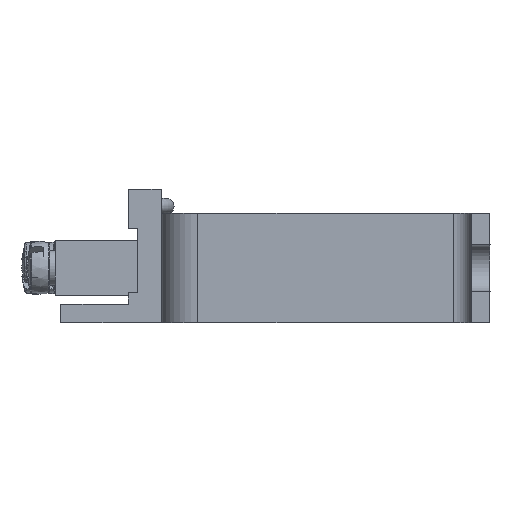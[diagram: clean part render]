
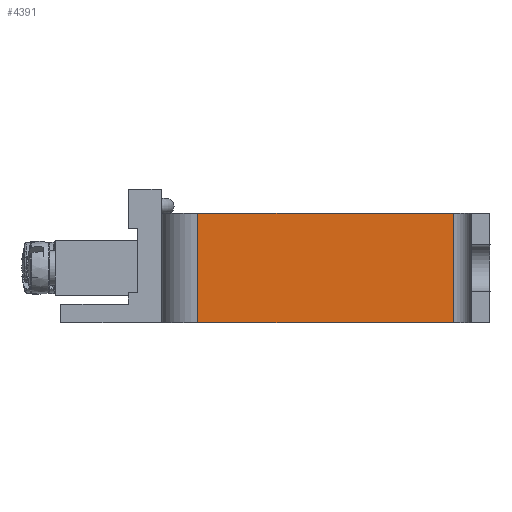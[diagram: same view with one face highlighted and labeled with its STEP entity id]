
A CAD part, left-side view. The second image highlights one B-rep face of the part: STEP entity #4391.
In plain terms, the highlighted planar face has unit normal (-1, 0, 0).
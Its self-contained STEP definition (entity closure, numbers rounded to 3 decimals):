
#380=LINE('',#8430,#592);
#388=LINE('',#8446,#600);
#396=LINE('',#8469,#608);
#397=LINE('',#8473,#609);
#592=VECTOR('',#6143,12.);
#600=VECTOR('',#6157,28.);
#608=VECTOR('',#6189,12.);
#609=VECTOR('',#6196,28.);
#717=PLANE('',#4929);
#1510=FACE_OUTER_BOUND('',#2006,.T.);
#2006=EDGE_LOOP('',(#3922,#3923,#3924,#3925));
#2428=VERTEX_POINT('',#8419);
#2429=VERTEX_POINT('',#8423);
#2434=VERTEX_POINT('',#8444);
#2437=VERTEX_POINT('',#8468);
#2910=EDGE_CURVE('',#2428,#2429,#380,.T.);
#2918=EDGE_CURVE('',#2434,#2429,#388,.T.);
#2930=EDGE_CURVE('',#2434,#2437,#396,.T.);
#2933=EDGE_CURVE('',#2428,#2437,#397,.T.);
#3922=ORIENTED_EDGE('',*,*,#2910,.T.);
#3923=ORIENTED_EDGE('',*,*,#2918,.F.);
#3924=ORIENTED_EDGE('',*,*,#2930,.T.);
#3925=ORIENTED_EDGE('',*,*,#2933,.F.);
#4391=ADVANCED_FACE('',(#1510),#717,.T.);
#4929=AXIS2_PLACEMENT_3D('',#8480,#6207,#6208);
#6143=DIRECTION('',(0.,-1.,0.));
#6157=DIRECTION('',(0.,0.,-1.));
#6189=DIRECTION('',(0.,1.,0.));
#6196=DIRECTION('',(0.,0.,1.));
#6207=DIRECTION('center_axis',(-1.,0.,0.));
#6208=DIRECTION('ref_axis',(0.,0.,1.));
#8419=CARTESIAN_POINT('',(-113.,6.,-30.));
#8423=CARTESIAN_POINT('',(-113.,-6.,-30.));
#8430=CARTESIAN_POINT('',(-113.,-3.,-30.));
#8444=CARTESIAN_POINT('',(-113.,-6.,-2.));
#8446=CARTESIAN_POINT('',(-113.,-6.,-2.));
#8468=CARTESIAN_POINT('',(-113.,6.,-2.));
#8469=CARTESIAN_POINT('',(-113.,0.,-2.));
#8473=CARTESIAN_POINT('',(-113.,6.,7.048));
#8480=CARTESIAN_POINT('Origin',(-113.,0.,-15.738));
